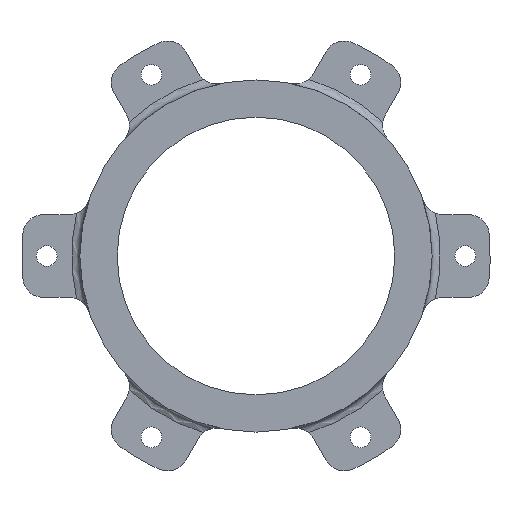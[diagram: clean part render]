
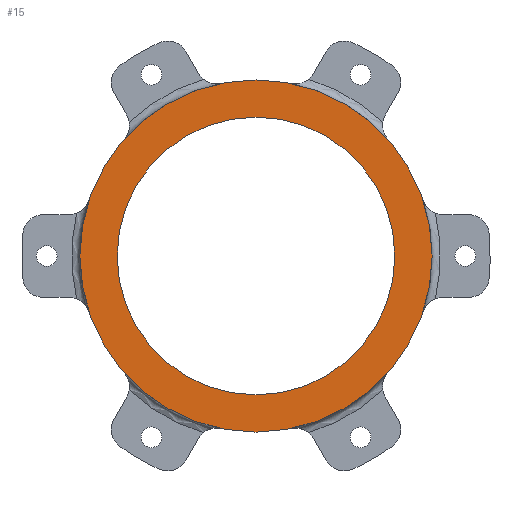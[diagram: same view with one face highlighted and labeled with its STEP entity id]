
A CAD part, left-side view. The second image highlights one B-rep face of the part: STEP entity #15.
In plain terms, the highlighted planar face has unit normal (-1, 0, 0).
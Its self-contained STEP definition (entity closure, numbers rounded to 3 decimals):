
#15 = ADVANCED_FACE ( 'NONE', ( #1981, #2010 ), #1356, .T. ) ;
#411 = ORIENTED_EDGE ( 'NONE', *, *, #1965, .F. ) ;
#481 = ORIENTED_EDGE ( 'NONE', *, *, #1851, .T. ) ;
#508 = DIRECTION ( 'NONE',  ( -1., 0., 0. ) ) ;
#593 = AXIS2_PLACEMENT_3D ( 'NONE', #1456, #2031, #796 ) ;
#629 = EDGE_CURVE ( 'NONE', #2414, #2625, #1437, .T. ) ;
#697 = VERTEX_POINT ( 'NONE', #2343 ) ;
#770 = CARTESIAN_POINT ( 'NONE',  ( 0., 0., 0. ) ) ;
#796 = DIRECTION ( 'NONE',  ( 0., 0., 1. ) ) ;
#873 = AXIS2_PLACEMENT_3D ( 'NONE', #2739, #508, #2912 ) ;
#1145 = DIRECTION ( 'NONE',  ( 0., 0., 1. ) ) ;
#1186 = CARTESIAN_POINT ( 'NONE',  ( 0., 0., 33.5 ) ) ;
#1356 = PLANE ( 'NONE',  #1858 ) ;
#1368 = CARTESIAN_POINT ( 'NONE',  ( 0., 0., -33.5 ) ) ;
#1437 = CIRCLE ( 'NONE', #2180, 33.5 ) ;
#1456 = CARTESIAN_POINT ( 'NONE',  ( 0., 0., 0. ) ) ;
#1836 = AXIS2_PLACEMENT_3D ( 'NONE', #770, #3035, #1145 ) ;
#1844 = VERTEX_POINT ( 'NONE', #2393 ) ;
#1851 = EDGE_CURVE ( 'NONE', #697, #1844, #2723, .T. ) ;
#1858 = AXIS2_PLACEMENT_3D ( 'NONE', #2260, #2922, #2770 ) ;
#1930 = EDGE_CURVE ( 'NONE', #1844, #697, #2552, .T. ) ;
#1965 = EDGE_CURVE ( 'NONE', #2625, #2414, #2403, .T. ) ;
#1981 = FACE_OUTER_BOUND ( 'NONE', #3036, .T. ) ;
#2010 = FACE_BOUND ( 'NONE', #3039, .T. ) ;
#2031 = DIRECTION ( 'NONE',  ( -1., 0., 0. ) ) ;
#2062 = ORIENTED_EDGE ( 'NONE', *, *, #629, .F. ) ;
#2180 = AXIS2_PLACEMENT_3D ( 'NONE', #3015, #2581, #2216 ) ;
#2216 = DIRECTION ( 'NONE',  ( 0., 0., 1. ) ) ;
#2260 = CARTESIAN_POINT ( 'NONE',  ( 0., 0., 0. ) ) ;
#2335 = ORIENTED_EDGE ( 'NONE', *, *, #1930, .T. ) ;
#2343 = CARTESIAN_POINT ( 'NONE',  ( 0., 0., 42.5 ) ) ;
#2393 = CARTESIAN_POINT ( 'NONE',  ( 0., 0., -42.5 ) ) ;
#2403 = CIRCLE ( 'NONE', #1836, 33.5 ) ;
#2414 = VERTEX_POINT ( 'NONE', #1368 ) ;
#2552 = CIRCLE ( 'NONE', #593, 42.5 ) ;
#2581 = DIRECTION ( 'NONE',  ( -1., 0., 0. ) ) ;
#2625 = VERTEX_POINT ( 'NONE', #1186 ) ;
#2723 = CIRCLE ( 'NONE', #873, 42.5 ) ;
#2739 = CARTESIAN_POINT ( 'NONE',  ( 0., 0., 0. ) ) ;
#2770 = DIRECTION ( 'NONE',  ( 0., 0., 1. ) ) ;
#2912 = DIRECTION ( 'NONE',  ( 0., 0., 1. ) ) ;
#2922 = DIRECTION ( 'NONE',  ( -1., 0., 0. ) ) ;
#3015 = CARTESIAN_POINT ( 'NONE',  ( 0., 0., 0. ) ) ;
#3035 = DIRECTION ( 'NONE',  ( -1., 0., 0. ) ) ;
#3036 = EDGE_LOOP ( 'NONE', ( #481, #2335 ) ) ;
#3039 = EDGE_LOOP ( 'NONE', ( #411, #2062 ) ) ;
